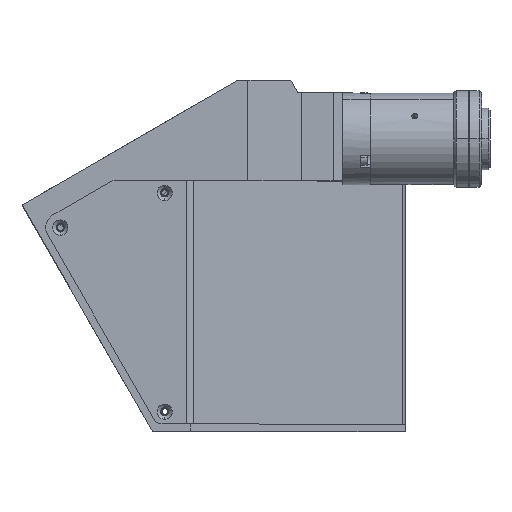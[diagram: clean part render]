
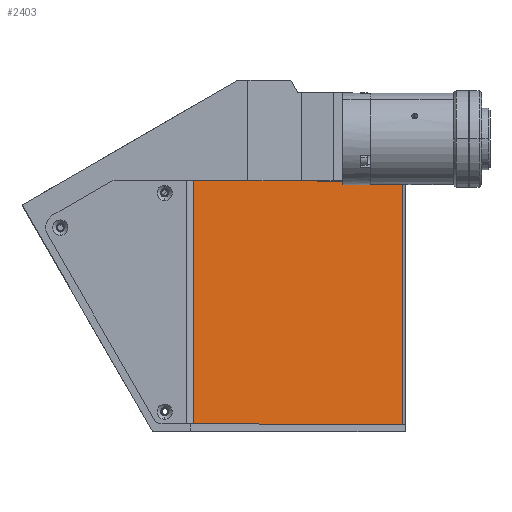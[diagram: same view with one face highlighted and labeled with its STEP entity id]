
A CAD part, top view. The second image highlights one B-rep face of the part: STEP entity #2403.
In plain terms, the highlighted planar face has unit normal (0.707, 0, 0.707).
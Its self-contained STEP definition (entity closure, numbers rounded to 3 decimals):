
#440 = DIRECTION ( 'NONE',  ( 0., 1., 0. ) ) ;
#1066 = CARTESIAN_POINT ( 'NONE',  ( 61.414, -59., 257.466 ) ) ;
#1237 = CARTESIAN_POINT ( 'NONE',  ( 60.828, -59., 258.052 ) ) ;
#1363 = LINE ( 'NONE', #1932, #4029 ) ;
#1701 = ORIENTED_EDGE ( 'NONE', *, *, #3379, .F. ) ;
#1809 = CARTESIAN_POINT ( 'NONE',  ( -25.615, -59., 344.496 ) ) ;
#1854 = FACE_OUTER_BOUND ( 'NONE', #3749, .T. ) ;
#1932 = CARTESIAN_POINT ( 'NONE',  ( -25.615, -277.546, 344.496 ) ) ;
#2065 = DIRECTION ( 'NONE',  ( 0.707, 0., 0.707 ) ) ;
#2200 = LINE ( 'NONE', #7770, #3222 ) ;
#2403 = ADVANCED_FACE ( 'NONE', ( #1854 ), #9438, .T. ) ;
#2588 = EDGE_CURVE ( 'NONE', #2866, #3401, #7393, .T. ) ;
#2866 = VERTEX_POINT ( 'NONE', #6503 ) ;
#3222 = VECTOR ( 'NONE', #3329, 1000. ) ;
#3266 = DIRECTION ( 'NONE',  ( 0.707, 0., -0.707 ) ) ;
#3329 = DIRECTION ( 'NONE',  ( 0.707, 0., -0.707 ) ) ;
#3379 = EDGE_CURVE ( 'NONE', #9211, #7811, #1363, .T. ) ;
#3401 = VERTEX_POINT ( 'NONE', #1237 ) ;
#3749 = EDGE_LOOP ( 'NONE', ( #9064, #4101, #4128, #1701 ) ) ;
#3975 = CARTESIAN_POINT ( 'NONE',  ( -25.615, 41.5, 344.496 ) ) ;
#4029 = VECTOR ( 'NONE', #440, 1000. ) ;
#4101 = ORIENTED_EDGE ( 'NONE', *, *, #2588, .F. ) ;
#4128 = ORIENTED_EDGE ( 'NONE', *, *, #5343, .F. ) ;
#4687 = CARTESIAN_POINT ( 'NONE',  ( 60.828, -277.546, 258.052 ) ) ;
#4925 = AXIS2_PLACEMENT_3D ( 'NONE', #5740, #2065, #5903 ) ;
#5343 = EDGE_CURVE ( 'NONE', #7811, #2866, #2200, .T. ) ;
#5460 = DIRECTION ( 'NONE',  ( 0., -1., 0. ) ) ;
#5740 = CARTESIAN_POINT ( 'NONE',  ( 61.414, -277.546, 257.466 ) ) ;
#5903 = DIRECTION ( 'NONE',  ( -0.707, 0., 0.707 ) ) ;
#6503 = CARTESIAN_POINT ( 'NONE',  ( 60.828, 41.5, 258.052 ) ) ;
#6662 = VECTOR ( 'NONE', #3266, 1000. ) ;
#6676 = EDGE_CURVE ( 'NONE', #9211, #3401, #8172, .T. ) ;
#6822 = VECTOR ( 'NONE', #5460, 1000. ) ;
#7393 = LINE ( 'NONE', #4687, #6822 ) ;
#7770 = CARTESIAN_POINT ( 'NONE',  ( 61.414, 41.5, 257.466 ) ) ;
#7811 = VERTEX_POINT ( 'NONE', #3975 ) ;
#8172 = LINE ( 'NONE', #1066, #6662 ) ;
#9064 = ORIENTED_EDGE ( 'NONE', *, *, #6676, .T. ) ;
#9211 = VERTEX_POINT ( 'NONE', #1809 ) ;
#9438 = PLANE ( 'NONE',  #4925 ) ;
